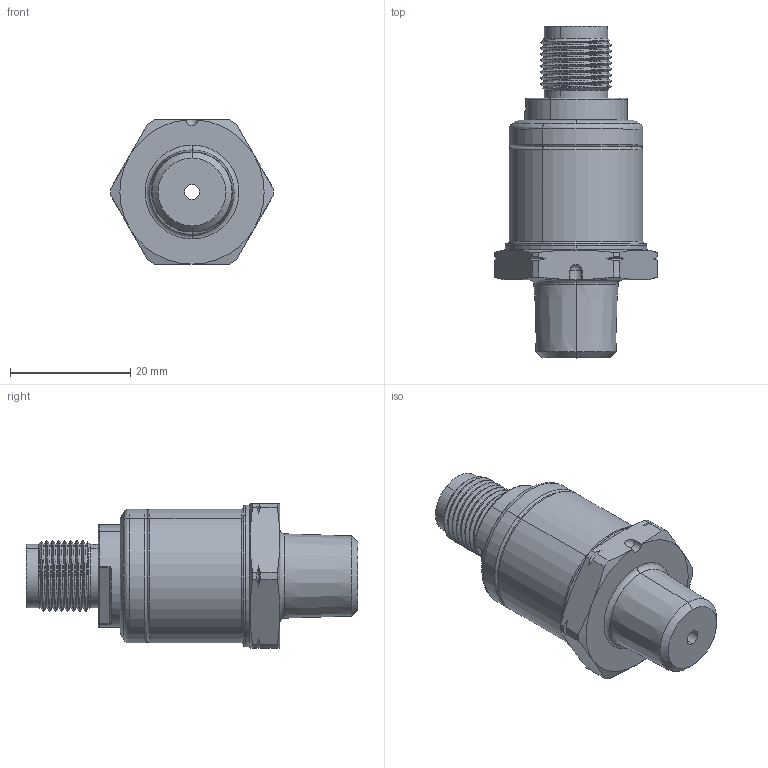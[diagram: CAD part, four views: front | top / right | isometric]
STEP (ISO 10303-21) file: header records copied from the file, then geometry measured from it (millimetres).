
FILE_DESCRIPTION (( 'STEP AP203' ), '1' );
FILE_NAME ('PTE7100-XXDB-0XXXXBN.STEP', '2020-09-01T02:05:34', ( '' ), ( '' ), 'SwSTEP 2.0', 'SolidWorks 2015', '' );
FILE_SCHEMA (( 'CONFIG_CONTROL_DESIGN' ));
Length unit declared in the file: inch
Products named in the file (1): PTE7100-XXDB-0XXXXBN
Bounding box: 27 x 55.18 x 24 mm (x, y, z)
Surface area: 4699 mm2 (no closed solid volume)
Topology: 0 solids, 9 shells, 163 faces, 429 edges, 273 vertices
Faces by surface type: cylinder 79, bspline 33, cone 29, plane 22
Entity records: 7344 total; most frequent: CARTESIAN_POINT 3709, ORIENTED_EDGE 807, DIRECTION 663, EDGE_CURVE 426, AXIS2_PLACEMENT_3D 275, VERTEX_POINT 273, EDGE_LOOP 170, ADVANCED_FACE 163
